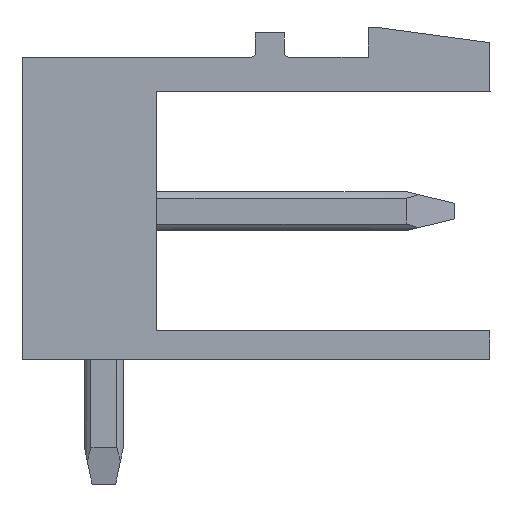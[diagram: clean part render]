
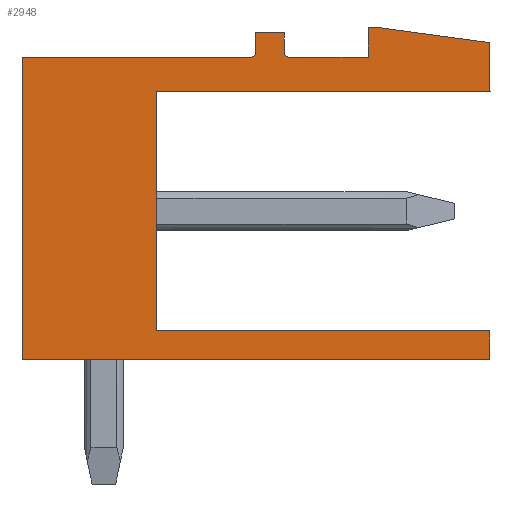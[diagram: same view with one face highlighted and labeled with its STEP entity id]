
A CAD part, left-side view. The second image highlights one B-rep face of the part: STEP entity #2948.
In plain terms, the highlighted planar face has unit normal (-1, 0, 0).
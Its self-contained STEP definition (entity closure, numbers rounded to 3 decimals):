
#1497=AXIS2_PLACEMENT_3D('Circle Axis2P3D',#1495,#1496,$) ;
#1621=AXIS2_PLACEMENT_3D('Circle Axis2P3D',#1619,#1620,$) ;
#2927=AXIS2_PLACEMENT_3D('Plane Axis2P3D',#2924,#2925,#2926) ;
#49=CARTESIAN_POINT('Vertex',(0.,8.55,3.93)) ;
#52=CARTESIAN_POINT('Line Origine',(0.,4.275,3.93)) ;
#56=CARTESIAN_POINT('Vertex',(0.,0.,3.93)) ;
#87=CARTESIAN_POINT('Vertex',(0.,8.55,10.06)) ;
#90=CARTESIAN_POINT('Line Origine',(0.,8.55,6.995)) ;
#1306=CARTESIAN_POINT('Vertex',(0.,0.,10.06)) ;
#1309=CARTESIAN_POINT('Line Origine',(0.,4.275,10.06)) ;
#1337=CARTESIAN_POINT('Vertex',(0.,0.,11.32)) ;
#1340=CARTESIAN_POINT('Line Origine',(0.,0.,10.69)) ;
#1368=CARTESIAN_POINT('Vertex',(0.,2.8,11.7)) ;
#1371=CARTESIAN_POINT('Line Origine',(0.,1.4,11.51)) ;
#1399=CARTESIAN_POINT('Vertex',(0.,3.12,11.7)) ;
#1402=CARTESIAN_POINT('Line Origine',(0.,2.96,11.7)) ;
#1430=CARTESIAN_POINT('Vertex',(0.,3.12,10.95)) ;
#1433=CARTESIAN_POINT('Line Origine',(0.,3.12,11.325)) ;
#1461=CARTESIAN_POINT('Vertex',(0.,5.17,10.95)) ;
#1464=CARTESIAN_POINT('Line Origine',(0.,4.145,10.95)) ;
#1492=CARTESIAN_POINT('Vertex',(0.,5.27,11.05)) ;
#1495=CARTESIAN_POINT('Axis2P3D Location',(0.,5.17,11.05)) ;
#1523=CARTESIAN_POINT('Vertex',(0.,5.27,11.57)) ;
#1526=CARTESIAN_POINT('Line Origine',(0.,5.27,11.31)) ;
#1554=CARTESIAN_POINT('Vertex',(0.,6.02,11.57)) ;
#1557=CARTESIAN_POINT('Line Origine',(0.,5.645,11.57)) ;
#1585=CARTESIAN_POINT('Vertex',(0.,6.02,11.05)) ;
#1588=CARTESIAN_POINT('Line Origine',(0.,6.02,11.31)) ;
#1616=CARTESIAN_POINT('Vertex',(0.,6.12,10.95)) ;
#1619=CARTESIAN_POINT('Axis2P3D Location',(0.,6.12,11.05)) ;
#1642=CARTESIAN_POINT('Vertex',(0.,12.,10.95)) ;
#1645=CARTESIAN_POINT('Line Origine',(0.,9.06,10.95)) ;
#1673=CARTESIAN_POINT('Vertex',(0.,12.,3.2)) ;
#1676=CARTESIAN_POINT('Line Origine',(0.,12.,7.075)) ;
#1704=CARTESIAN_POINT('Vertex',(0.,0.,3.2)) ;
#1707=CARTESIAN_POINT('Line Origine',(0.,6.,3.2)) ;
#2912=CARTESIAN_POINT('Line Origine',(0.,0.,3.565)) ;
#2924=CARTESIAN_POINT('Axis2P3D Location',(0.,0.,0.)) ;
#53=DIRECTION('Vector Direction',(0.,1.,0.)) ;
#91=DIRECTION('Vector Direction',(0.,0.,-1.)) ;
#1310=DIRECTION('Vector Direction',(0.,-1.,0.)) ;
#1341=DIRECTION('Vector Direction',(0.,0.,1.)) ;
#1372=DIRECTION('Vector Direction',(0.,0.991,0.134)) ;
#1403=DIRECTION('Vector Direction',(0.,1.,0.)) ;
#1434=DIRECTION('Vector Direction',(0.,0.,-1.)) ;
#1465=DIRECTION('Vector Direction',(0.,1.,0.)) ;
#1496=DIRECTION('Axis2P3D Direction',(-1.,0.,0.)) ;
#1527=DIRECTION('Vector Direction',(0.,0.,1.)) ;
#1558=DIRECTION('Vector Direction',(0.,1.,0.)) ;
#1589=DIRECTION('Vector Direction',(0.,0.,-1.)) ;
#1620=DIRECTION('Axis2P3D Direction',(-1.,0.,0.)) ;
#1646=DIRECTION('Vector Direction',(0.,1.,0.)) ;
#1677=DIRECTION('Vector Direction',(0.,0.,-1.)) ;
#1708=DIRECTION('Vector Direction',(0.,1.,0.)) ;
#2913=DIRECTION('Vector Direction',(0.,0.,-1.)) ;
#2925=DIRECTION('Axis2P3D Direction',(-1.,0.,0.)) ;
#2926=DIRECTION('Axis2P3D XDirection',(0.,0.,1.)) ;
#54=VECTOR('Line Direction',#53,1.) ;
#92=VECTOR('Line Direction',#91,1.) ;
#1311=VECTOR('Line Direction',#1310,1.) ;
#1342=VECTOR('Line Direction',#1341,1.) ;
#1373=VECTOR('Line Direction',#1372,1.) ;
#1404=VECTOR('Line Direction',#1403,1.) ;
#1435=VECTOR('Line Direction',#1434,1.) ;
#1466=VECTOR('Line Direction',#1465,1.) ;
#1528=VECTOR('Line Direction',#1527,1.) ;
#1559=VECTOR('Line Direction',#1558,1.) ;
#1590=VECTOR('Line Direction',#1589,1.) ;
#1647=VECTOR('Line Direction',#1646,1.) ;
#1678=VECTOR('Line Direction',#1677,1.) ;
#1709=VECTOR('Line Direction',#1708,1.) ;
#2914=VECTOR('Line Direction',#2913,1.) ;
#2930=ORIENTED_EDGE('',*,*,#58,.T.) ;
#2931=ORIENTED_EDGE('',*,*,#94,.T.) ;
#2932=ORIENTED_EDGE('',*,*,#1313,.T.) ;
#2933=ORIENTED_EDGE('',*,*,#1344,.T.) ;
#2934=ORIENTED_EDGE('',*,*,#1375,.T.) ;
#2935=ORIENTED_EDGE('',*,*,#1406,.T.) ;
#2936=ORIENTED_EDGE('',*,*,#1437,.T.) ;
#2937=ORIENTED_EDGE('',*,*,#1468,.T.) ;
#2938=ORIENTED_EDGE('',*,*,#1499,.T.) ;
#2939=ORIENTED_EDGE('',*,*,#1530,.T.) ;
#2940=ORIENTED_EDGE('',*,*,#1561,.T.) ;
#2941=ORIENTED_EDGE('',*,*,#1592,.T.) ;
#2942=ORIENTED_EDGE('',*,*,#1623,.T.) ;
#2943=ORIENTED_EDGE('',*,*,#1649,.T.) ;
#2944=ORIENTED_EDGE('',*,*,#1680,.T.) ;
#2945=ORIENTED_EDGE('',*,*,#1711,.T.) ;
#2946=ORIENTED_EDGE('',*,*,#2916,.T.) ;
#2948=ADVANCED_FACE('Housing',(#2947),#2928,.T.) ;
#1498=CIRCLE('generated circle',#1497,0.1) ;
#1622=CIRCLE('generated circle',#1621,0.1) ;
#58=EDGE_CURVE('',#57,#50,#55,.T.) ;
#94=EDGE_CURVE('',#50,#88,#93,.F.) ;
#1313=EDGE_CURVE('',#88,#1307,#1312,.T.) ;
#1344=EDGE_CURVE('',#1307,#1338,#1343,.T.) ;
#1375=EDGE_CURVE('',#1338,#1369,#1374,.T.) ;
#1406=EDGE_CURVE('',#1369,#1400,#1405,.T.) ;
#1437=EDGE_CURVE('',#1400,#1431,#1436,.T.) ;
#1468=EDGE_CURVE('',#1431,#1462,#1467,.T.) ;
#1499=EDGE_CURVE('',#1462,#1493,#1498,.F.) ;
#1530=EDGE_CURVE('',#1493,#1524,#1529,.T.) ;
#1561=EDGE_CURVE('',#1524,#1555,#1560,.T.) ;
#1592=EDGE_CURVE('',#1555,#1586,#1591,.T.) ;
#1623=EDGE_CURVE('',#1586,#1617,#1622,.F.) ;
#1649=EDGE_CURVE('',#1617,#1643,#1648,.T.) ;
#1680=EDGE_CURVE('',#1643,#1674,#1679,.T.) ;
#1711=EDGE_CURVE('',#1674,#1705,#1710,.F.) ;
#2916=EDGE_CURVE('',#1705,#57,#2915,.F.) ;
#2929=EDGE_LOOP('',(#2930,#2931,#2932,#2933,#2934,#2935,#2936,#2937,#2938,#2939,#2940,#2941,#2942,#2943,#2944,#2945,#2946)) ;
#2947=FACE_OUTER_BOUND('',#2929,.T.) ;
#55=LINE('Line',#52,#54) ;
#93=LINE('Line',#90,#92) ;
#1312=LINE('Line',#1309,#1311) ;
#1343=LINE('Line',#1340,#1342) ;
#1374=LINE('Line',#1371,#1373) ;
#1405=LINE('Line',#1402,#1404) ;
#1436=LINE('Line',#1433,#1435) ;
#1467=LINE('Line',#1464,#1466) ;
#1529=LINE('Line',#1526,#1528) ;
#1560=LINE('Line',#1557,#1559) ;
#1591=LINE('Line',#1588,#1590) ;
#1648=LINE('Line',#1645,#1647) ;
#1679=LINE('Line',#1676,#1678) ;
#1710=LINE('Line',#1707,#1709) ;
#2915=LINE('Line',#2912,#2914) ;
#2928=PLANE('',#2927) ;
#50=VERTEX_POINT('',#49) ;
#57=VERTEX_POINT('',#56) ;
#88=VERTEX_POINT('',#87) ;
#1307=VERTEX_POINT('',#1306) ;
#1338=VERTEX_POINT('',#1337) ;
#1369=VERTEX_POINT('',#1368) ;
#1400=VERTEX_POINT('',#1399) ;
#1431=VERTEX_POINT('',#1430) ;
#1462=VERTEX_POINT('',#1461) ;
#1493=VERTEX_POINT('',#1492) ;
#1524=VERTEX_POINT('',#1523) ;
#1555=VERTEX_POINT('',#1554) ;
#1586=VERTEX_POINT('',#1585) ;
#1617=VERTEX_POINT('',#1616) ;
#1643=VERTEX_POINT('',#1642) ;
#1674=VERTEX_POINT('',#1673) ;
#1705=VERTEX_POINT('',#1704) ;
